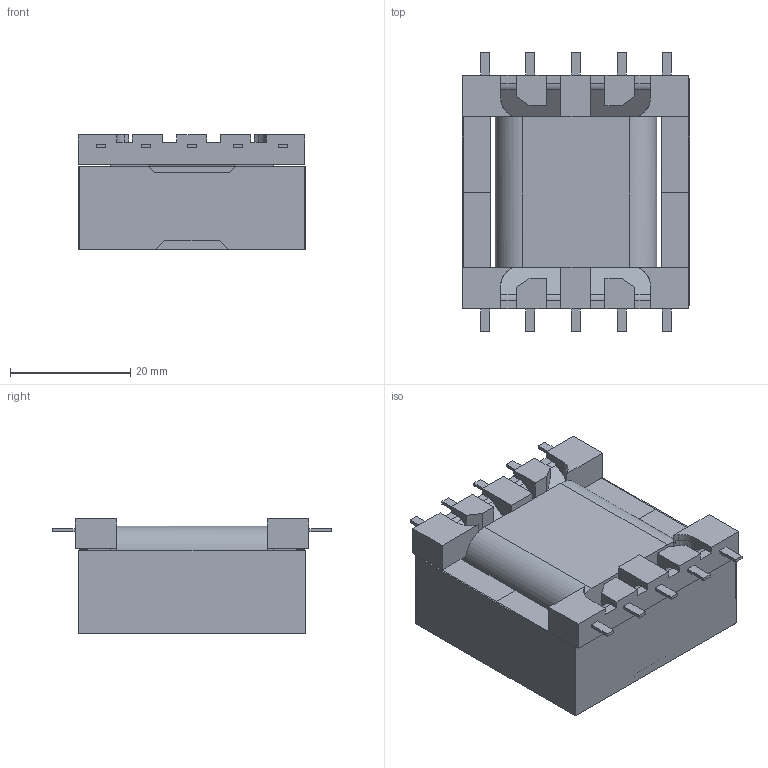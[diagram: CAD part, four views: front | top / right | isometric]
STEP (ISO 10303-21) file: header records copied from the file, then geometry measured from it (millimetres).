
FILE_DESCRIPTION(('FreeCAD Model'),'2;1');
FILE_NAME('Open CASCADE Shape Model','2025-04-29T08:43:59',('FreeCAD'),( 'FreeCAD'),'Open CASCADE STEP processor 7.6','FreeCAD','Unknown');
FILE_SCHEMA(('AUTOMOTIVE_DESIGN { 1 0 10303 214 1 1 1 1 }'));
Length unit declared in the file: millimetre
Products named in the file (1): Open CASCADE STEP translator 7.6 1
Bounding box: 37.86 x 46.34 x 18.97 mm (x, y, z)
Volume: 23574.2 mm3; surface area: 20304.7 mm2
Topology: 4 solids, 4 shells, 253 faces, 689 edges, 452 vertices
Faces by surface type: bspline 253
Entity records: 7150 total; most frequent: CARTESIAN_POINT 2963, ORIENTED_EDGE 1378, EDGE_CURVE 689, B_SPLINE_CURVE_WITH_KNOTS 628, VERTEX_POINT 452, FACE_BOUND 269, EDGE_LOOP 269, ADVANCED_FACE 253
